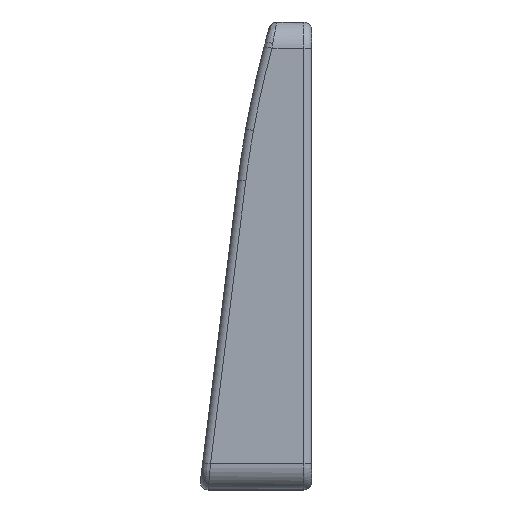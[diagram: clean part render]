
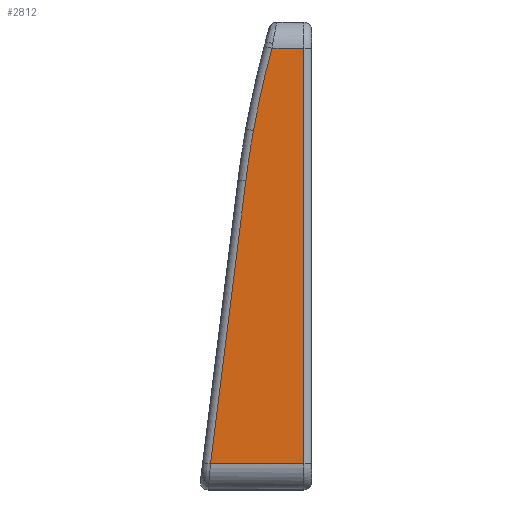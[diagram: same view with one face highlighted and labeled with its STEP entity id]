
A CAD part, left-side view. The second image highlights one B-rep face of the part: STEP entity #2812.
In plain terms, the highlighted planar face has unit normal (-1, 0, 0).
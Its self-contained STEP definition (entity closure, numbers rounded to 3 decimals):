
#50 = VERTEX_POINT ( 'NONE', #2836 ) ;
#266 = EDGE_LOOP ( 'NONE', ( #1960, #1318, #1885, #2179, #1621, #2713 ) ) ;
#276 = DIRECTION ( 'NONE',  ( 0., 0., -1. ) ) ;
#300 = CARTESIAN_POINT ( 'NONE',  ( 3.574, 19.615, 11.091 ) ) ;
#308 = AXIS2_PLACEMENT_3D ( 'NONE', #1691, #2171, #2403 ) ;
#316 = DIRECTION ( 'NONE',  ( -1., 0., 0. ) ) ;
#351 = EDGE_CURVE ( 'NONE', #50, #2004, #1933, .T. ) ;
#474 = VERTEX_POINT ( 'NONE', #1437 ) ;
#507 = DIRECTION ( 'NONE',  ( 1., 0., 0. ) ) ;
#515 = LINE ( 'NONE', #2427, #1185 ) ;
#524 = EDGE_CURVE ( 'NONE', #474, #704, #572, .T. ) ;
#552 = CARTESIAN_POINT ( 'NONE',  ( 3.574, -184.068, 40.193 ) ) ;
#572 = LINE ( 'NONE', #1451, #1580 ) ;
#704 = VERTEX_POINT ( 'NONE', #300 ) ;
#753 = PLANE ( 'NONE',  #2367 ) ;
#930 = FACE_OUTER_BOUND ( 'NONE', #266, .T. ) ;
#966 = VERTEX_POINT ( 'NONE', #2799 ) ;
#1100 = EDGE_CURVE ( 'NONE', #2690, #474, #1865, .T. ) ;
#1185 = VECTOR ( 'NONE', #1382, 1000. ) ;
#1231 = EDGE_CURVE ( 'NONE', #2004, #2690, #1683, .T. ) ;
#1296 = CARTESIAN_POINT ( 'NONE',  ( 3.574, 11.46, 74.414 ) ) ;
#1318 = ORIENTED_EDGE ( 'NONE', *, *, #1438, .T. ) ;
#1350 = DIRECTION ( 'NONE',  ( 0., 0., 1. ) ) ;
#1382 = DIRECTION ( 'NONE',  ( 0., -1., 0. ) ) ;
#1437 = CARTESIAN_POINT ( 'NONE',  ( 3.574, 12.899, 64.814 ) ) ;
#1438 = EDGE_CURVE ( 'NONE', #966, #50, #2069, .T. ) ;
#1451 = CARTESIAN_POINT ( 'NONE',  ( 3.574, 19.638, 10.905 ) ) ;
#1580 = VECTOR ( 'NONE', #2104, 1000. ) ;
#1605 = EDGE_CURVE ( 'NONE', #704, #966, #515, .T. ) ;
#1621 = ORIENTED_EDGE ( 'NONE', *, *, #1100, .T. ) ;
#1683 = CIRCLE ( 'NONE', #308, 198.5 ) ;
#1691 = CARTESIAN_POINT ( 'NONE',  ( 3.574, -183.827, 38.844 ) ) ;
#1865 = CIRCLE ( 'NONE', #2502, 198.5 ) ;
#1885 = ORIENTED_EDGE ( 'NONE', *, *, #351, .T. ) ;
#1933 = LINE ( 'NONE', #2264, #2348 ) ;
#1960 = ORIENTED_EDGE ( 'NONE', *, *, #1605, .T. ) ;
#2004 = VERTEX_POINT ( 'NONE', #2775 ) ;
#2044 = DIRECTION ( 'NONE',  ( 0., 0., -1. ) ) ;
#2069 = LINE ( 'NONE', #2483, #2399 ) ;
#2104 = DIRECTION ( 'NONE',  ( 0., 0.124, -0.992 ) ) ;
#2171 = DIRECTION ( 'NONE',  ( -1., 0., 0. ) ) ;
#2179 = ORIENTED_EDGE ( 'NONE', *, *, #1231, .T. ) ;
#2264 = CARTESIAN_POINT ( 'NONE',  ( 3.574, 8.171, 90.003 ) ) ;
#2348 = VECTOR ( 'NONE', #2430, 1000. ) ;
#2367 = AXIS2_PLACEMENT_3D ( 'NONE', #2484, #507, #276 ) ;
#2399 = VECTOR ( 'NONE', #1350, 1000. ) ;
#2403 = DIRECTION ( 'NONE',  ( 0., 0., -1. ) ) ;
#2427 = CARTESIAN_POINT ( 'NONE',  ( 3.574, 0.4, 11.091 ) ) ;
#2430 = DIRECTION ( 'NONE',  ( 0., 1., 0. ) ) ;
#2483 = CARTESIAN_POINT ( 'NONE',  ( 3.574, 1.9, 0. ) ) ;
#2484 = CARTESIAN_POINT ( 'NONE',  ( 3.574, 22.513, 0. ) ) ;
#2502 = AXIS2_PLACEMENT_3D ( 'NONE', #552, #316, #2044 ) ;
#2690 = VERTEX_POINT ( 'NONE', #1296 ) ;
#2713 = ORIENTED_EDGE ( 'NONE', *, *, #524, .T. ) ;
#2775 = CARTESIAN_POINT ( 'NONE',  ( 3.574, 7.967, 90.003 ) ) ;
#2799 = CARTESIAN_POINT ( 'NONE',  ( 3.574, 1.9, 11.091 ) ) ;
#2812 = ADVANCED_FACE ( 'NONE', ( #930 ), #753, .F. ) ;
#2836 = CARTESIAN_POINT ( 'NONE',  ( 3.574, 1.9, 90.003 ) ) ;
